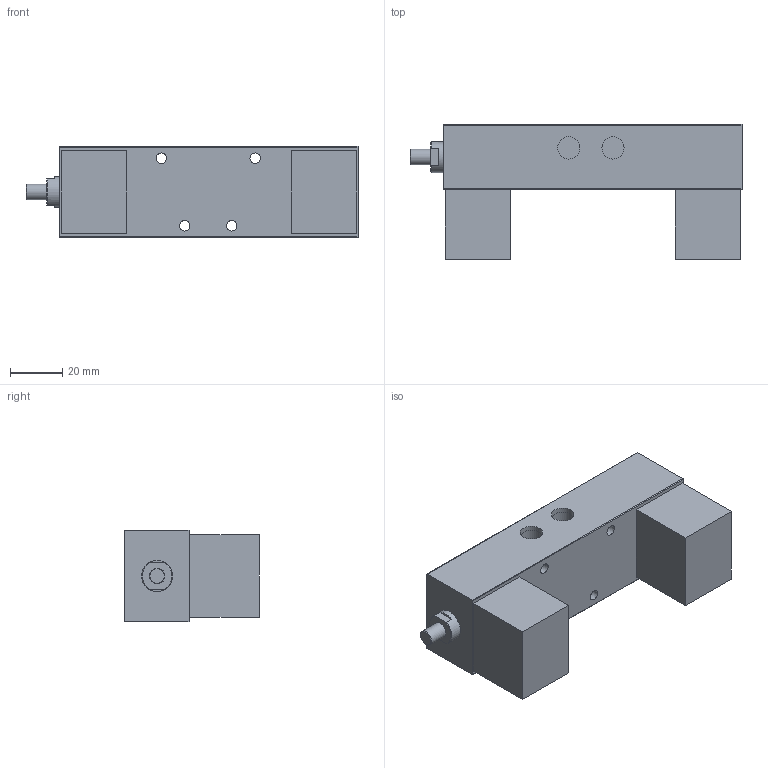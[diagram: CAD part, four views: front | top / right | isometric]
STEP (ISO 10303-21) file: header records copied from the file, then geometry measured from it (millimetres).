
FILE_DESCRIPTION(/* description */ ('Unknown'),/* implementation_level */ '2;1');
FILE_NAME(/* name */ '900.52.5C',/* time_stamp */ '2018-09-18T09:01:09-04:00',/* author */ ('Unknown'),/* organization */ ('Unknown'),/* preprocessor_version */ 'ST-DEVELOPER v16.7',/* originating_system */ 'DEX',/* authorisation */ $);
FILE_SCHEMA (('AUTOMOTIVE_DESIGN {1 0 10303 214 3 1 1}'));
Length unit declared in the file: millimetre
Products named in the file (1): 900.52.5C
Bounding box: 127.5 x 51.8 x 35 mm (x, y, z)
Volume: 139843.5 mm3; surface area: 24158.5 mm2
Topology: 1 solids, 1 shells, 50 faces, 116 edges, 77 vertices
Faces by surface type: plane 27, cylinder 20, cone 3
Full cylindrical faces by diameter (mm): 4 x4, 6 x1, 8.566 x10, 11.9 x1
Entity records: 1688 total; most frequent: DIRECTION 232, CARTESIAN_POINT 227, ORIENTED_EDGE 186, EDGE_CURVE 93, AXIS2_PLACEMENT_3D 92, EDGE_LOOP 84, FACE_BOUND 84, VERTEX_POINT 71
